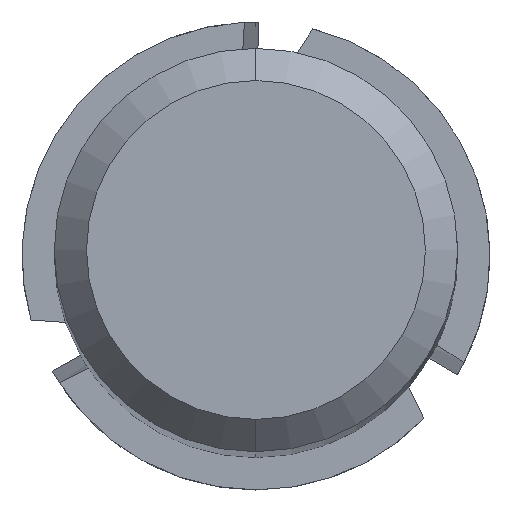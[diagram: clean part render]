
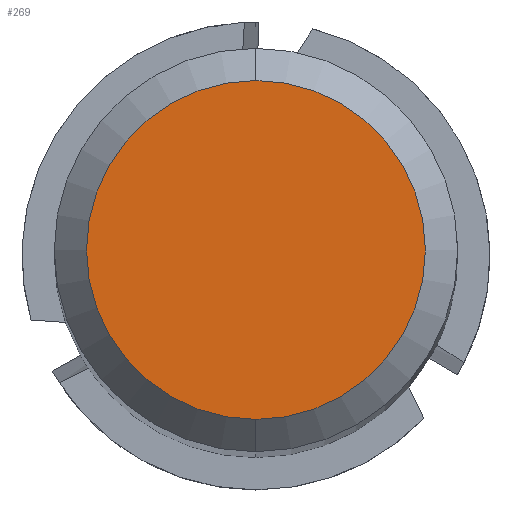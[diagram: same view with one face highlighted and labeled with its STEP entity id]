
A CAD part, top view. The second image highlights one B-rep face of the part: STEP entity #269.
In plain terms, the highlighted planar face has unit normal (0, 0, 1).
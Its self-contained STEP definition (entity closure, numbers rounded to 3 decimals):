
#247=EDGE_CURVE('',#531,#327,#682,.T.);
#269=ADVANCED_FACE('',(#705),#706,.T.);
#327=VERTEX_POINT('',#770);
#531=VERTEX_POINT('',#993);
#621=EDGE_CURVE('',#327,#531,#1091,.T.);
#682=CIRCLE('',#1157,2.1);
#705=FACE_OUTER_BOUND('',#1239,.T.);
#706=PLANE('',#1240);
#770=CARTESIAN_POINT('',(0.0,2.1,0.0));
#993=CARTESIAN_POINT('',(0.,-2.1,0.0));
#1091=CIRCLE('',#2561,2.1);
#1157=AXIS2_PLACEMENT_3D('',#2700,#2701,#2702);
#1239=EDGE_LOOP('',(#2715,#2716));
#1240=AXIS2_PLACEMENT_3D('',#2717,#2718,#2719);
#2561=AXIS2_PLACEMENT_3D('',#3061,#3062,#3063);
#2700=CARTESIAN_POINT('',(0.0,0.0,0.0));
#2701=DIRECTION('',(0.0,0.0,-1.0));
#2702=DIRECTION('',(0.0,1.0,0.0));
#2715=ORIENTED_EDGE('',*,*,#621,.F.);
#2716=ORIENTED_EDGE('',*,*,#247,.F.);
#2717=CARTESIAN_POINT('',(0.0,1.05,0.0));
#2718=DIRECTION('',(0.0,0.0,1.0));
#2719=DIRECTION('',(0.0,-1.0,0.0));
#3061=CARTESIAN_POINT('',(0.0,0.0,0.0));
#3062=DIRECTION('',(0.0,0.0,-1.0));
#3063=DIRECTION('',(0.0,1.0,0.0));
